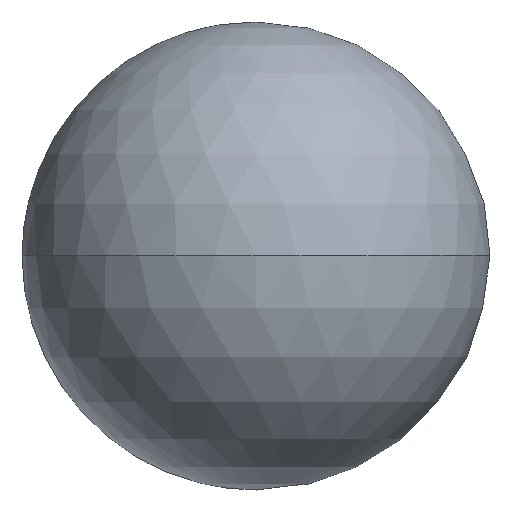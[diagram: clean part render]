
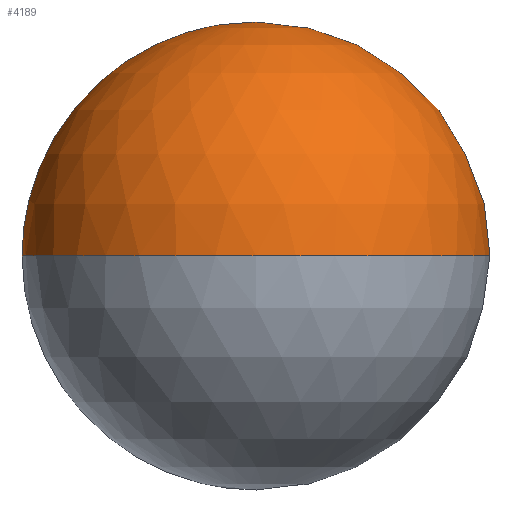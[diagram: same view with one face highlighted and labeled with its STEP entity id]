
A CAD part, top view. The second image highlights one B-rep face of the part: STEP entity #4189.
In plain terms, the highlighted spherical face has radius 2.25 mm.
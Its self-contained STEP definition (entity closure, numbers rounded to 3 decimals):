
#550 = SPHERICAL_SURFACE ( 'NONE', #8534, 2.25 ) ;
#1749 = DIRECTION ( 'NONE',  ( 1., 0., 0. ) ) ;
#1980 = AXIS2_PLACEMENT_3D ( 'NONE', #6863, #11288, #12798 ) ;
#2793 = DIRECTION ( 'NONE',  ( 0., -1., 0. ) ) ;
#3109 = DIRECTION ( 'NONE',  ( 0., 0., 1. ) ) ;
#3127 = DIRECTION ( 'NONE',  ( 0., -1., 0. ) ) ;
#3181 = CARTESIAN_POINT ( 'NONE',  ( 0., 0., 4.75 ) ) ;
#4181 = EDGE_CURVE ( 'NONE', #13805, #8608, #11330, .T. ) ;
#4189 = ADVANCED_FACE ( 'NONE', ( #6258 ), #550, .T. ) ;
#4267 = DIRECTION ( 'NONE',  ( 0., 1., 0. ) ) ;
#5266 = EDGE_CURVE ( 'NONE', #8608, #11859, #10443, .T. ) ;
#5585 = EDGE_LOOP ( 'NONE', ( #7660, #13016, #11445 ) ) ;
#6258 = FACE_OUTER_BOUND ( 'NONE', #5585, .T. ) ;
#6733 = CARTESIAN_POINT ( 'NONE',  ( 2.227, 0., 4.433 ) ) ;
#6863 = CARTESIAN_POINT ( 'NONE',  ( 0., 0., 4.433 ) ) ;
#7660 = ORIENTED_EDGE ( 'NONE', *, *, #13092, .F. ) ;
#7670 = CIRCLE ( 'NONE', #13453, 2.25 ) ;
#8534 = AXIS2_PLACEMENT_3D ( 'NONE', #11634, #2793, #10556 ) ;
#8608 = VERTEX_POINT ( 'NONE', #10290 ) ;
#10076 = CARTESIAN_POINT ( 'NONE',  ( 0., 0., 7. ) ) ;
#10290 = CARTESIAN_POINT ( 'NONE',  ( -2.227, 0., 4.433 ) ) ;
#10443 = CIRCLE ( 'NONE', #12982, 2.25 ) ;
#10556 = DIRECTION ( 'NONE',  ( -1., 0., 0. ) ) ;
#11288 = DIRECTION ( 'NONE',  ( 0., 0., 1. ) ) ;
#11330 = CIRCLE ( 'NONE', #1980, 2.227 ) ;
#11445 = ORIENTED_EDGE ( 'NONE', *, *, #5266, .T. ) ;
#11634 = CARTESIAN_POINT ( 'NONE',  ( 0., 0., 4.75 ) ) ;
#11859 = VERTEX_POINT ( 'NONE', #10076 ) ;
#12798 = DIRECTION ( 'NONE',  ( 1., 0., 0. ) ) ;
#12982 = AXIS2_PLACEMENT_3D ( 'NONE', #3181, #4267, #3109 ) ;
#13016 = ORIENTED_EDGE ( 'NONE', *, *, #4181, .T. ) ;
#13092 = EDGE_CURVE ( 'NONE', #13805, #11859, #7670, .T. ) ;
#13453 = AXIS2_PLACEMENT_3D ( 'NONE', #14102, #3127, #1749 ) ;
#13805 = VERTEX_POINT ( 'NONE', #6733 ) ;
#14102 = CARTESIAN_POINT ( 'NONE',  ( 0., 0., 4.75 ) ) ;
